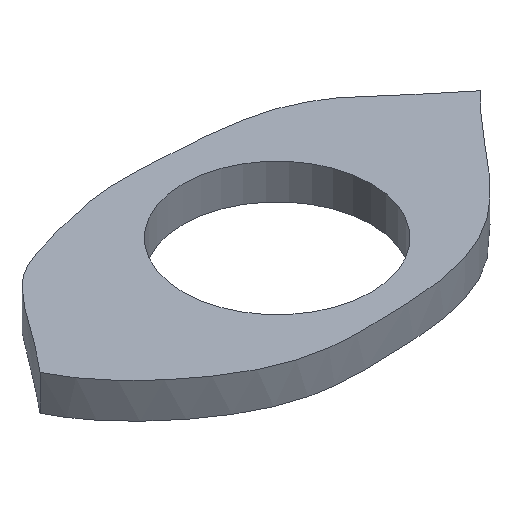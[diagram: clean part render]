
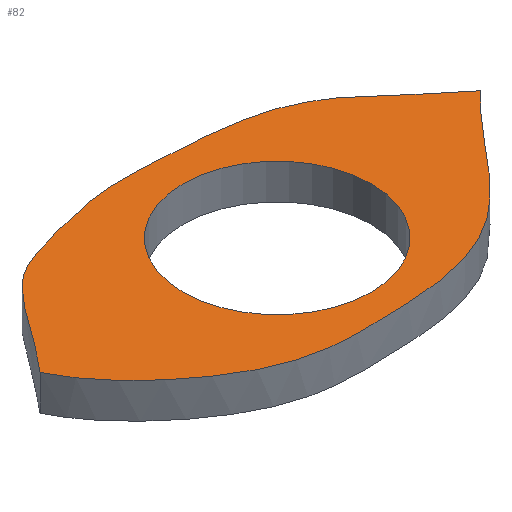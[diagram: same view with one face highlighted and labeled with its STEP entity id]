
A CAD part, isometric view. The second image highlights one B-rep face of the part: STEP entity #82.
In plain terms, the highlighted planar face has unit normal (0, 0, 1).
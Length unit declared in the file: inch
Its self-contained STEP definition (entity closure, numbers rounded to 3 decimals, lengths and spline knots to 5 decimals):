
#15=FACE_BOUND('',#34,.T.);
#17=PLANE('',#89);
#20=B_SPLINE_CURVE_WITH_KNOTS('',3,(#193,#194,#195,#196,#197,#198,#199,
#200,#201,#202,#203,#204,#205,#206,#207,#208,#209,#210,#211,#212,#213,#214,
#215,#216,#217),.UNSPECIFIED.,.F.,.F.,(4,3,3,3,3,3,3,3,4),(-0.96374,
-0.95348,-0.74941,-0.60829,-0.4791,
-0.35371,-0.23932,-0.1268,-0.02405),
 .UNSPECIFIED.);
#22=B_SPLINE_CURVE_WITH_KNOTS('',3,(#276,#277,#278,#279,#280,#281,#282,
#283,#284,#285,#286,#287,#288,#289,#290,#291,#292,#293,#294),
 .UNSPECIFIED.,.F.,.F.,(4,3,3,3,3,3,4),(-0.98429,-0.9139,
-0.71752,-0.53079,-0.33925,-0.17618,
-0.0311),.UNSPECIFIED.);
#28=FACE_OUTER_BOUND('',#33,.T.);
#33=EDGE_LOOP('',(#72,#73));
#34=EDGE_LOOP('',(#74));
#43=CIRCLE('',#87,0.08);
#45=VERTEX_POINT('',#108);
#49=VERTEX_POINT('',#190);
#50=VERTEX_POINT('',#192);
#51=EDGE_CURVE('',#45,#45,#43,.T.);
#56=EDGE_CURVE('',#50,#49,#20,.T.);
#59=EDGE_CURVE('',#49,#50,#22,.T.);
#72=ORIENTED_EDGE('',*,*,#59,.T.);
#73=ORIENTED_EDGE('',*,*,#56,.T.);
#74=ORIENTED_EDGE('',*,*,#51,.T.);
#82=ADVANCED_FACE('',(#28,#15),#17,.T.);
#87=AXIS2_PLACEMENT_3D('',#109,#95,#96);
#89=AXIS2_PLACEMENT_3D('',#295,#102,#103);
#95=DIRECTION('center_axis',(0.,0.,-1.));
#96=DIRECTION('ref_axis',(1.,0.,0.));
#102=DIRECTION('center_axis',(0.,0.,1.));
#103=DIRECTION('ref_axis',(1.,0.,0.));
#108=CARTESIAN_POINT('',(-0.08237,-0.00342,0.38));
#109=CARTESIAN_POINT('Origin',(-0.00237,-0.00342,
0.38));
#190=CARTESIAN_POINT('',(-0.20226,-0.00171,0.38));
#192=CARTESIAN_POINT('',(0.19273,0.01839,0.38));
#193=CARTESIAN_POINT('Ctrl Pts',(0.19273,0.01839,0.38));
#194=CARTESIAN_POINT('Ctrl Pts',(0.1915,0.01922,0.38));
#195=CARTESIAN_POINT('Ctrl Pts',(0.19025,0.02007,0.38));
#196=CARTESIAN_POINT('Ctrl Pts',(0.18901,0.02096,0.38));
#197=CARTESIAN_POINT('Ctrl Pts',(0.16422,0.03864,0.38));
#198=CARTESIAN_POINT('Ctrl Pts',(0.13841,0.07225,0.38));
#199=CARTESIAN_POINT('Ctrl Pts',(0.10172,0.08846,0.38));
#200=CARTESIAN_POINT('Ctrl Pts',(0.07634,0.09967,0.38));
#201=CARTESIAN_POINT('Ctrl Pts',(0.04483,0.10225,0.38));
#202=CARTESIAN_POINT('Ctrl Pts',(0.0182,0.10374,0.38));
#203=CARTESIAN_POINT('Ctrl Pts',(-0.00618,0.10511,
0.38));
#204=CARTESIAN_POINT('Ctrl Pts',(-0.02467,0.10669,
0.38));
#205=CARTESIAN_POINT('Ctrl Pts',(-0.04352,0.10488,
0.38));
#206=CARTESIAN_POINT('Ctrl Pts',(-0.06181,0.10313,
0.38));
#207=CARTESIAN_POINT('Ctrl Pts',(-0.08327,0.09738,
0.38));
#208=CARTESIAN_POINT('Ctrl Pts',(-0.10163,0.09205,0.38));
#209=CARTESIAN_POINT('Ctrl Pts',(-0.11837,0.08719,
0.38));
#210=CARTESIAN_POINT('Ctrl Pts',(-0.12998,0.08349,
0.38));
#211=CARTESIAN_POINT('Ctrl Pts',(-0.14095,0.07457,
0.38));
#212=CARTESIAN_POINT('Ctrl Pts',(-0.15174,0.06579,
0.38));
#213=CARTESIAN_POINT('Ctrl Pts',(-0.16369,0.04975,
0.38));
#214=CARTESIAN_POINT('Ctrl Pts',(-0.17494,0.03392,0.38));
#215=CARTESIAN_POINT('Ctrl Pts',(-0.18521,0.01946,
0.38));
#216=CARTESIAN_POINT('Ctrl Pts',(-0.19423,0.0068,
0.38));
#217=CARTESIAN_POINT('Ctrl Pts',(-0.20226,-0.00171,
0.38));
#276=CARTESIAN_POINT('Ctrl Pts',(-0.20226,-0.00171,
0.38));
#277=CARTESIAN_POINT('Ctrl Pts',(-0.19793,-0.01083,
0.38));
#278=CARTESIAN_POINT('Ctrl Pts',(-0.19203,-0.02017,
0.38));
#279=CARTESIAN_POINT('Ctrl Pts',(-0.18453,-0.02962,0.38));
#280=CARTESIAN_POINT('Ctrl Pts',(-0.16362,-0.05597,
0.38));
#281=CARTESIAN_POINT('Ctrl Pts',(-0.12875,-0.08388,
0.38));
#282=CARTESIAN_POINT('Ctrl Pts',(-0.0966,-0.09693,
0.38));
#283=CARTESIAN_POINT('Ctrl Pts',(-0.06603,-0.10935,
0.38));
#284=CARTESIAN_POINT('Ctrl Pts',(-0.03898,-0.10846,
0.38));
#285=CARTESIAN_POINT('Ctrl Pts',(-0.01101,-0.10752,
0.38));
#286=CARTESIAN_POINT('Ctrl Pts',(0.01769,-0.10656,
0.38));
#287=CARTESIAN_POINT('Ctrl Pts',(0.04839,-0.10508,0.38));
#288=CARTESIAN_POINT('Ctrl Pts',(0.07714,-0.09243,
0.38));
#289=CARTESIAN_POINT('Ctrl Pts',(0.10162,-0.08166,
0.38));
#290=CARTESIAN_POINT('Ctrl Pts',(0.12279,-0.06126,
0.38));
#291=CARTESIAN_POINT('Ctrl Pts',(0.14206,-0.0382,
0.38));
#292=CARTESIAN_POINT('Ctrl Pts',(0.1592,-0.01767,
0.38));
#293=CARTESIAN_POINT('Ctrl Pts',(0.17557,0.00277,
0.38));
#294=CARTESIAN_POINT('Ctrl Pts',(0.19273,0.01839,0.38));
#295=CARTESIAN_POINT('Origin',(-0.00477,-0.00133,
0.38));
